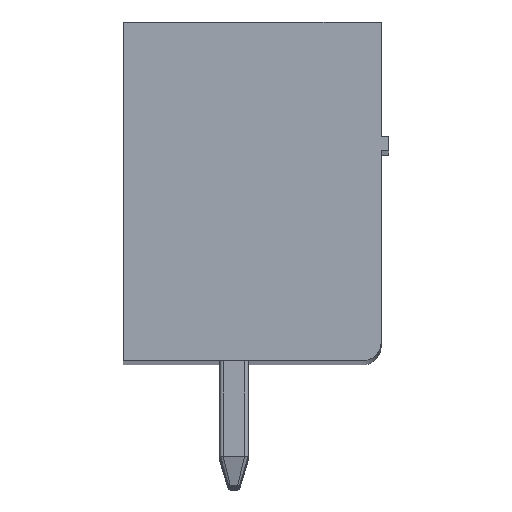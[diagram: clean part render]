
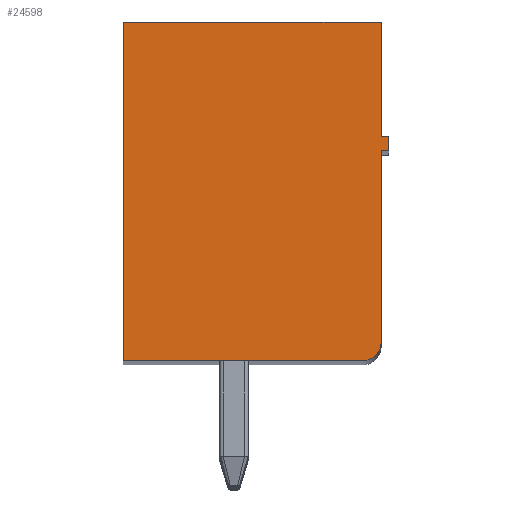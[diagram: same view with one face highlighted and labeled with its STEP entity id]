
A CAD part, top view. The second image highlights one B-rep face of the part: STEP entity #24598.
In plain terms, the highlighted planar face has unit normal (0, 0, 1).
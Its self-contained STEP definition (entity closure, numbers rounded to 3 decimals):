
#815=FACE_OUTER_BOUND('',#2272,.T.);
#2272=EDGE_LOOP('',(#16168,#16169,#16170,#16171,#16172,#16173,#16174,#16175,
#16176));
#3805=CIRCLE('',#26077,0.5);
#4726=LINE('',#35523,#7379);
#4727=LINE('',#35525,#7380);
#4728=LINE('',#35527,#7381);
#4729=LINE('',#35531,#7382);
#4730=LINE('',#35533,#7383);
#4731=LINE('',#35535,#7384);
#4732=LINE('',#35537,#7385);
#4733=LINE('',#35538,#7386);
#7379=VECTOR('',#28347,10.);
#7380=VECTOR('',#28348,10.);
#7381=VECTOR('',#28349,10.);
#7382=VECTOR('',#28352,10.);
#7383=VECTOR('',#28353,10.);
#7384=VECTOR('',#28354,10.);
#7385=VECTOR('',#28355,10.);
#7386=VECTOR('',#28356,10.);
#10033=VERTEX_POINT('',#35521);
#10034=VERTEX_POINT('',#35522);
#10035=VERTEX_POINT('',#35524);
#10036=VERTEX_POINT('',#35526);
#10037=VERTEX_POINT('',#35528);
#10038=VERTEX_POINT('',#35530);
#10039=VERTEX_POINT('',#35532);
#10040=VERTEX_POINT('',#35534);
#10041=VERTEX_POINT('',#35536);
#12411=EDGE_CURVE('',#10033,#10034,#4726,.T.);
#12412=EDGE_CURVE('',#10035,#10033,#4727,.T.);
#12413=EDGE_CURVE('',#10036,#10035,#4728,.T.);
#12414=EDGE_CURVE('',#10037,#10036,#3805,.T.);
#12415=EDGE_CURVE('',#10038,#10037,#4729,.T.);
#12416=EDGE_CURVE('',#10039,#10038,#4730,.T.);
#12417=EDGE_CURVE('',#10040,#10039,#4731,.T.);
#12418=EDGE_CURVE('',#10041,#10040,#4732,.T.);
#12419=EDGE_CURVE('',#10034,#10041,#4733,.T.);
#16168=ORIENTED_EDGE('',*,*,#12411,.F.);
#16169=ORIENTED_EDGE('',*,*,#12412,.F.);
#16170=ORIENTED_EDGE('',*,*,#12413,.F.);
#16171=ORIENTED_EDGE('',*,*,#12414,.F.);
#16172=ORIENTED_EDGE('',*,*,#12415,.F.);
#16173=ORIENTED_EDGE('',*,*,#12416,.F.);
#16174=ORIENTED_EDGE('',*,*,#12417,.F.);
#16175=ORIENTED_EDGE('',*,*,#12418,.F.);
#16176=ORIENTED_EDGE('',*,*,#12419,.F.);
#23674=PLANE('',#26076);
#24598=ADVANCED_FACE('',(#815),#23674,.T.);
#26076=AXIS2_PLACEMENT_3D('',#35520,#28345,#28346);
#26077=AXIS2_PLACEMENT_3D('',#35529,#28350,#28351);
#28345=DIRECTION('center_axis',(0.,0.,
1.));
#28346=DIRECTION('ref_axis',(1.,0.,0.));
#28347=DIRECTION('',(1.,0.,0.));
#28348=DIRECTION('',(0.,1.,0.));
#28349=DIRECTION('',(-1.,0.,0.));
#28350=DIRECTION('center_axis',(0.,0.,-1.));
#28351=DIRECTION('ref_axis',(0.,-1.,0.));
#28352=DIRECTION('',(0.,-1.,0.));
#28353=DIRECTION('',(-1.,0.,0.));
#28354=DIRECTION('',(0.,-1.,0.));
#28355=DIRECTION('',(1.,0.,0.));
#28356=DIRECTION('',(0.,-1.,0.));
#35520=CARTESIAN_POINT('Origin',(0.523,4.647,2.45));
#35521=CARTESIAN_POINT('',(-3.,9.2,2.45));
#35522=CARTESIAN_POINT('',(4.,9.2,2.45));
#35523=CARTESIAN_POINT('',(4.,9.2,2.45));
#35524=CARTESIAN_POINT('',(-3.,0.,2.45));
#35525=CARTESIAN_POINT('',(-3.,9.2,2.45));
#35526=CARTESIAN_POINT('',(3.5,0.,2.45));
#35527=CARTESIAN_POINT('',(-3.,0.,2.45));
#35528=CARTESIAN_POINT('',(4.,0.5,2.45));
#35529=CARTESIAN_POINT('Origin',(3.5,0.5,2.45));
#35530=CARTESIAN_POINT('',(4.,5.7,2.45));
#35531=CARTESIAN_POINT('',(4.,0.5,2.45));
#35532=CARTESIAN_POINT('',(4.2,5.7,2.45));
#35533=CARTESIAN_POINT('',(4.,5.7,2.45));
#35534=CARTESIAN_POINT('',(4.2,6.1,2.45));
#35535=CARTESIAN_POINT('',(4.2,5.7,2.45));
#35536=CARTESIAN_POINT('',(4.,6.1,2.45));
#35537=CARTESIAN_POINT('',(4.2,6.1,2.45));
#35538=CARTESIAN_POINT('',(4.,6.1,2.45));
